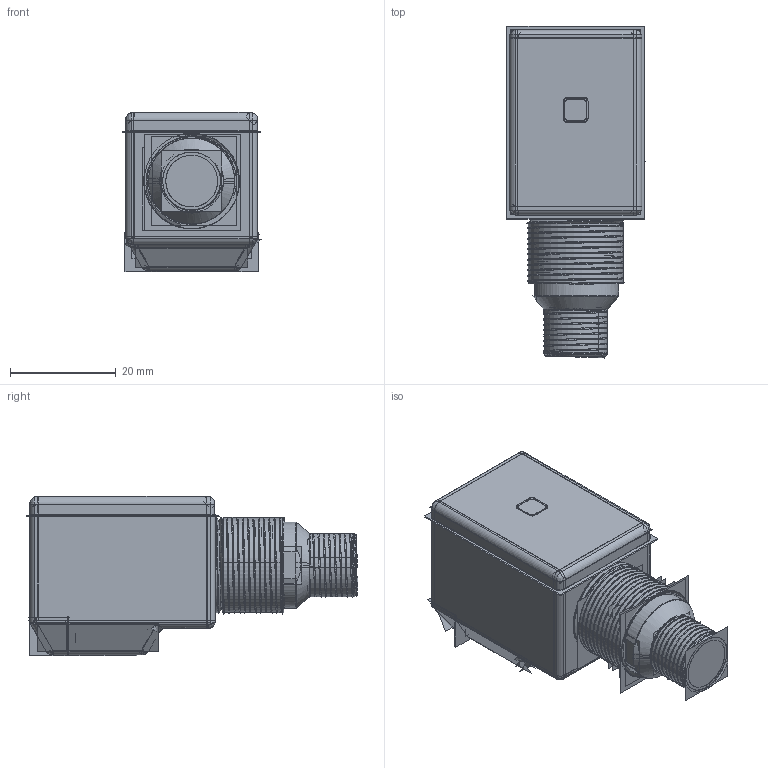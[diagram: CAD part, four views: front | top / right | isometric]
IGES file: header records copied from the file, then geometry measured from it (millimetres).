
Start section:  PTC IGES file: 188702.igs
Global section: file name: 188702.igs; native system: Creo Parametric by Parametric Technology Corporation; preprocessor: 2013230; author: pdmadmin; organization: Unknown; date: 20151106.064812; units: millimetre
Bounding box: 26.11 x 62.71 x 30.23 mm (x, y, z)
Volume: 10923.6 mm3; surface area: 106039 mm2
Topology: 8 solids, 8 shells, 1058 faces, 5348 edges, 6748 vertices
Faces by surface type: revolution 582, bspline 464, extrusion 12
